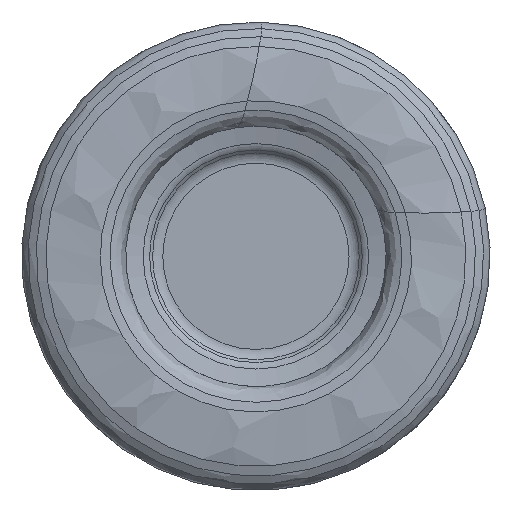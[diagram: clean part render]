
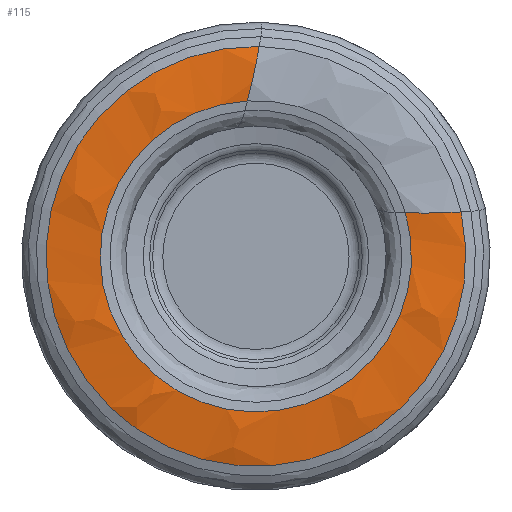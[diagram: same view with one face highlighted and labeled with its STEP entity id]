
A CAD part, left-side view. The second image highlights one B-rep face of the part: STEP entity #115.
In plain terms, the highlighted free-form (B-spline) face has degree [3, 3] with [4, 7] control points.
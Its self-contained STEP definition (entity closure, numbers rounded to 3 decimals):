
#115=ADVANCED_FACE('',(#191),#163,.F.);
#163=(
BOUNDED_SURFACE()
B_SPLINE_SURFACE(3,3,((#1078,#1079,#1080,#1081,#1082,#1083,#1084),(#1085,
#1086,#1087,#1088,#1089,#1090,#1091),(#1092,#1093,#1094,#1095,#1096,#1097,
#1098),(#1099,#1100,#1101,#1102,#1103,#1104,#1105)),.UNSPECIFIED.,.F.,.F.,
 .F.)
B_SPLINE_SURFACE_WITH_KNOTS((4,4),(4,3,4),(0.,1.),(0.,0.5,1.),
 .UNSPECIFIED.)
GEOMETRIC_REPRESENTATION_ITEM()
RATIONAL_B_SPLINE_SURFACE(((1.,0.553,0.553,1.,0.553,
0.553,1.),(0.977,0.54,0.54,
0.977,0.54,0.54,0.977),
(0.977,0.54,0.54,0.977,
0.54,0.54,0.977),(1.,0.553,
0.553,1.,0.553,0.553,1.)))
REPRESENTATION_ITEM('')
SURFACE()
);
#191=FACE_OUTER_BOUND('',#221,.T.);
#221=EDGE_LOOP('',(#371,#372,#373,#374));
#294=CIRCLE('',#654,8.638);
#295=CIRCLE('',#655,11.65);
#296=CIRCLE('',#656,6.);
#297=CIRCLE('',#657,6.);
#371=ORIENTED_EDGE('',*,*,#561,.F.);
#372=ORIENTED_EDGE('',*,*,#562,.T.);
#373=ORIENTED_EDGE('',*,*,#558,.T.);
#374=ORIENTED_EDGE('',*,*,#563,.T.);
#505=VERTEX_POINT('',#1055);
#506=VERTEX_POINT('',#1056);
#507=VERTEX_POINT('',#1074);
#508=VERTEX_POINT('',#1075);
#558=EDGE_CURVE('',#505,#506,#294,.T.);
#561=EDGE_CURVE('',#507,#508,#295,.T.);
#562=EDGE_CURVE('',#507,#505,#296,.T.);
#563=EDGE_CURVE('',#506,#508,#297,.T.);
#654=AXIS2_PLACEMENT_3D('',#1054,#757,#758);
#655=AXIS2_PLACEMENT_3D('',#1073,#761,#762);
#656=AXIS2_PLACEMENT_3D('',#1076,#763,#764);
#657=AXIS2_PLACEMENT_3D('',#1077,#765,#766);
#757=DIRECTION('',(1.,0.,0.));
#758=DIRECTION('',(0.,-0.96,0.28));
#761=DIRECTION('',(1.,0.,0.));
#762=DIRECTION('',(0.,-0.977,0.211));
#763=DIRECTION('',(0.174,0.,-0.985));
#764=DIRECTION('',(0.985,0.,0.174));
#765=DIRECTION('',(-0.174,0.959,0.223));
#766=DIRECTION('',(0.985,0.169,0.039));
#1054=CARTESIAN_POINT('',(0.09,0.,0.));
#1055=CARTESIAN_POINT('',(0.09,-8.293,2.416));
#1056=CARTESIAN_POINT('',(0.09,0.474,8.625));
#1073=CARTESIAN_POINT('',(0.356,0.,0.));
#1074=CARTESIAN_POINT('',(0.356,-11.387,2.463));
#1075=CARTESIAN_POINT('',(0.356,-0.181,11.649));
#1076=CARTESIAN_POINT('',(5.909,-9.335,3.442));
#1077=CARTESIAN_POINT('',(5.909,1.237,9.872));
#1078=CARTESIAN_POINT('',(0.09,-8.293,2.416));
#1079=CARTESIAN_POINT('',(0.09,-11.044,-7.027));
#1080=CARTESIAN_POINT('',(0.09,-3.034,-12.733));
#1081=CARTESIAN_POINT('',(0.09,4.992,-7.049));
#1082=CARTESIAN_POINT('',(0.09,13.018,-1.365));
#1083=CARTESIAN_POINT('',(0.09,10.294,8.085));
#1084=CARTESIAN_POINT('',(0.09,0.474,8.625));
#1085=CARTESIAN_POINT('',(-0.091,-9.336,2.384));
#1086=CARTESIAN_POINT('',(-0.091,-12.051,-8.246));
#1087=CARTESIAN_POINT('',(-0.091,-2.907,-14.31));
#1088=CARTESIAN_POINT('',(-0.091,5.829,-7.673));
#1089=CARTESIAN_POINT('',(-0.091,14.565,-1.036));
#1090=CARTESIAN_POINT('',(-0.091,11.175,9.399));
#1091=CARTESIAN_POINT('',(-0.091,0.207,9.634));
#1092=CARTESIAN_POINT('',(0.,-10.392,2.4));
#1093=CARTESIAN_POINT('',(0.,-13.124,-9.432));
#1094=CARTESIAN_POINT('',(0.,-2.852,-15.908));
#1095=CARTESIAN_POINT('',(0.,6.646,-8.342));
#1096=CARTESIAN_POINT('',(0.,16.143,-0.775));
#1097=CARTESIAN_POINT('',(0.,12.126,10.684));
#1098=CARTESIAN_POINT('',(0.,-0.017,10.665));
#1099=CARTESIAN_POINT('',(0.356,-11.387,2.463));
#1100=CARTESIAN_POINT('',(0.356,-14.191,-10.502));
#1101=CARTESIAN_POINT('',(0.356,-2.873,-17.42));
#1102=CARTESIAN_POINT('',(0.356,7.386,-9.01));
#1103=CARTESIAN_POINT('',(0.356,17.645,-0.6));
#1104=CARTESIAN_POINT('',(0.356,13.082,11.855));
#1105=CARTESIAN_POINT('',(0.356,-0.181,11.649));
